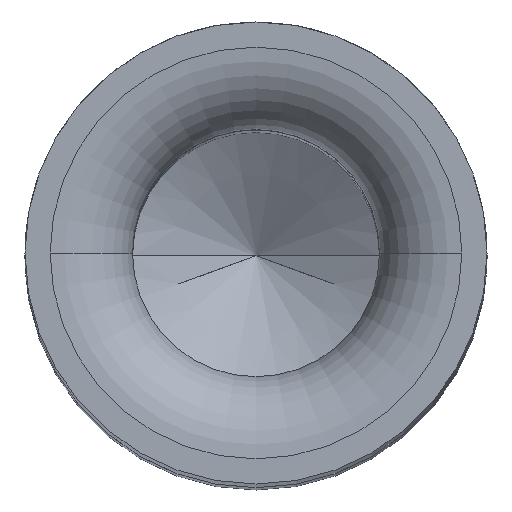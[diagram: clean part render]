
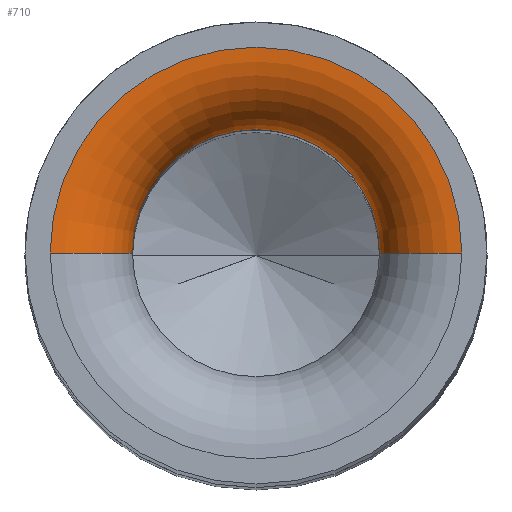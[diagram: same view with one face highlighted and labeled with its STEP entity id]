
A CAD part, top view. The second image highlights one B-rep face of the part: STEP entity #710.
In plain terms, the highlighted toroidal (fillet/blend) face has major radius 1.143 mm and minor radius 0.457 mm.
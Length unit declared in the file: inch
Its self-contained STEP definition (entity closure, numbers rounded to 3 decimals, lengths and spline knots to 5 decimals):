
#75 = EDGE_LOOP ( 'NONE', ( #305, #151, #148, #874 ) ) ;
#143 = CIRCLE ( 'NONE', #1023, 0.027 ) ;
#148 = ORIENTED_EDGE ( 'NONE', *, *, #1115, .F. ) ;
#151 = ORIENTED_EDGE ( 'NONE', *, *, #1113, .T. ) ;
#196 = CARTESIAN_POINT ( 'NONE',  ( 0., 0., 0.732 ) ) ;
#197 = DIRECTION ( 'NONE',  ( 0., 0., -1. ) ) ;
#198 = DIRECTION ( 'NONE',  ( -1., 0., 0. ) ) ;
#199 = CARTESIAN_POINT ( 'NONE',  ( 0.045, 0., 0.75 ) ) ;
#200 = CARTESIAN_POINT ( 'NONE',  ( -0.027, 0., 0.732 ) ) ;
#214 = CARTESIAN_POINT ( 'NONE',  ( 0.027, 0., 0.732 ) ) ;
#244 = CIRCLE ( 'NONE', #1170, 0.018 ) ;
#245 = CIRCLE ( 'NONE', #1172, 0.045 ) ;
#247 = CIRCLE ( 'NONE', #1178, 0.018 ) ;
#305 = ORIENTED_EDGE ( 'NONE', *, *, #1202, .T. ) ;
#403 = DIRECTION ( 'NONE',  ( -1., 0., 0. ) ) ;
#408 = CARTESIAN_POINT ( 'NONE',  ( 0., 0., 0.732 ) ) ;
#420 = DIRECTION ( 'NONE',  ( 0., 0., -1. ) ) ;
#476 = VERTEX_POINT ( 'NONE', #975 ) ;
#503 = TOROIDAL_SURFACE ( 'NONE', #1082, 0.045, 0.018 ) ;
#508 = FACE_OUTER_BOUND ( 'NONE', #75, .T. ) ;
#710 = ADVANCED_FACE ( 'NONE', ( #508 ), #503, .T. ) ;
#801 = DIRECTION ( 'NONE',  ( 0., 0., -1. ) ) ;
#803 = DIRECTION ( 'NONE',  ( 0., -1., 0. ) ) ;
#804 = CARTESIAN_POINT ( 'NONE',  ( -0.045, 0., 0.732 ) ) ;
#809 = DIRECTION ( 'NONE',  ( -1., 0., 0. ) ) ;
#810 = DIRECTION ( 'NONE',  ( 0., 0., -1. ) ) ;
#811 = CARTESIAN_POINT ( 'NONE',  ( 0., 0., 0.75 ) ) ;
#816 = DIRECTION ( 'NONE',  ( -1., 0., 0. ) ) ;
#817 = DIRECTION ( 'NONE',  ( 0., 1., 0. ) ) ;
#819 = CARTESIAN_POINT ( 'NONE',  ( 0.045, 0., 0.732 ) ) ;
#874 = ORIENTED_EDGE ( 'NONE', *, *, #1117, .F. ) ;
#975 = CARTESIAN_POINT ( 'NONE',  ( -0.045, 0., 0.75 ) ) ;
#1023 = AXIS2_PLACEMENT_3D ( 'NONE', #196, #197, #198 ) ;
#1082 = AXIS2_PLACEMENT_3D ( 'NONE', #408, #420, #403 ) ;
#1113 = EDGE_CURVE ( 'NONE', #1224, #1205, #244, .T. ) ;
#1115 = EDGE_CURVE ( 'NONE', #476, #1205, #245, .T. ) ;
#1117 = EDGE_CURVE ( 'NONE', #1207, #476, #247, .T. ) ;
#1170 = AXIS2_PLACEMENT_3D ( 'NONE', #819, #817, #816 ) ;
#1172 = AXIS2_PLACEMENT_3D ( 'NONE', #811, #810, #809 ) ;
#1178 = AXIS2_PLACEMENT_3D ( 'NONE', #804, #803, #801 ) ;
#1202 = EDGE_CURVE ( 'NONE', #1207, #1224, #143, .T. ) ;
#1205 = VERTEX_POINT ( 'NONE', #199 ) ;
#1207 = VERTEX_POINT ( 'NONE', #200 ) ;
#1224 = VERTEX_POINT ( 'NONE', #214 ) ;
